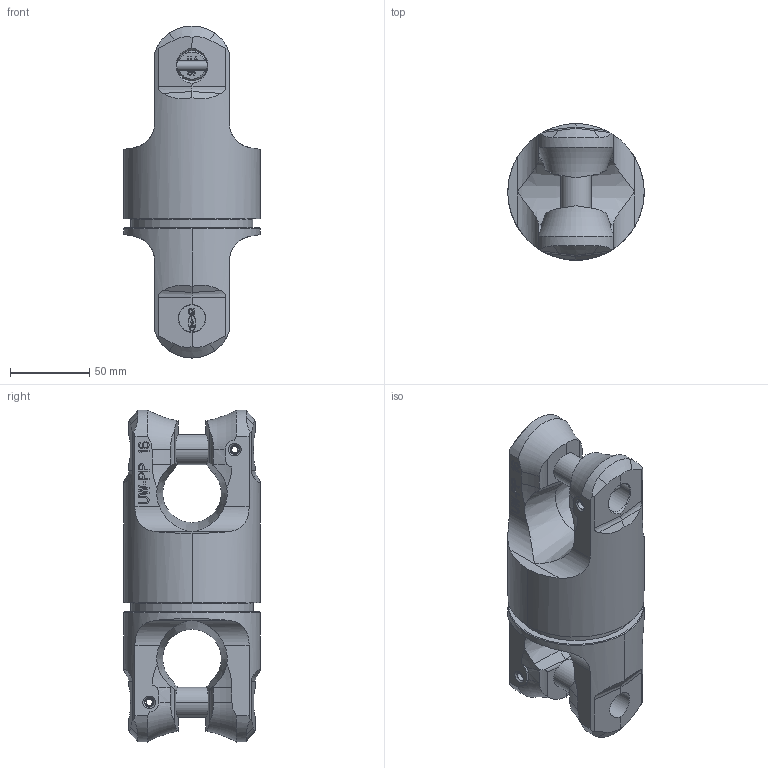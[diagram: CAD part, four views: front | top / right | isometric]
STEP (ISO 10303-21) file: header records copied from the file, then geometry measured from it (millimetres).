
FILE_DESCRIPTION((''),'2;1');
FILE_NAME('001-M33164-ZU1_ASM','2009-04-08T',('jakubetz'),('RAND'),'PRO/ENGINEER BY PARAMETRIC TECHNOLOGY CORPORATION, 2005030','PRO/ENGINEER BY PARAMETRIC TECHNOLOGY CORPORATION, 2005030','');
FILE_SCHEMA(('CONFIG_CONTROL_DESIGN'));
Length unit declared in the file: millimetre
Products named in the file (7): 001-M33164-BA2; 001-M31342-RT1_AF0; 001-M33164-BA1_ASM; 001-M31047-V06; 001-M31048-V14; 001-M33344-RT4; 001-M33164-ZU1_ASM
Assembly tree (8 placements, depth 3):
  001-M33164-ZU1_ASM
    001-M33164-BA2
    001-M33164-BA1_ASM
      001-M31342-RT1_AF0
    001-M31047-V06  x2
    001-M31048-V14  x2
    001-M33344-RT4
Bounding box: 86 x 86 x 209.4 mm (x, y, z)
Volume: 745556.2 mm3; surface area: 98354 mm2
Topology: 7 solids, 7 shells, 860 faces, 2382 edges, 1568 vertices
Faces by surface type: plane 618, extrusion 104, cylinder 76, cone 46, bspline 12, torus 4
Entity records: 20499 total; most frequent: CARTESIAN_POINT 5359, ORIENTED_EDGE 3362, DIRECTION 2645, EDGE_CURVE 1681, VECTOR 1311, LINE 1259, VERTEX_POINT 1102, AXIS2_PLACEMENT_3D 667
